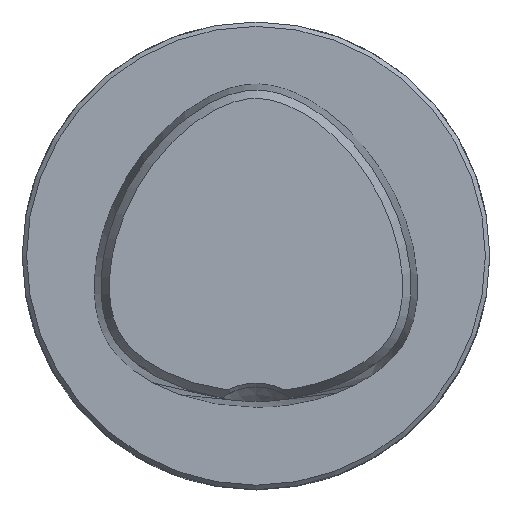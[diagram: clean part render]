
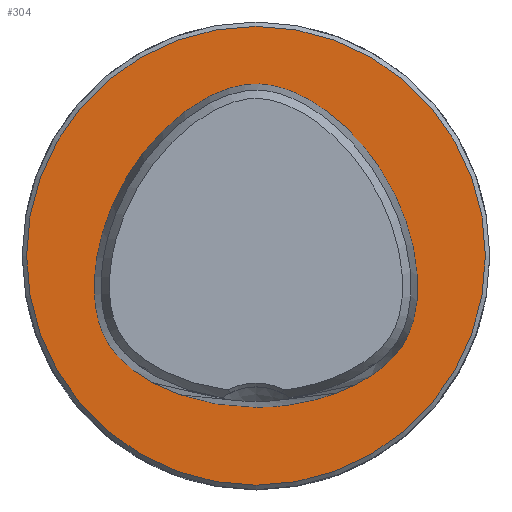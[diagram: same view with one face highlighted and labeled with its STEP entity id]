
A CAD part, top view. The second image highlights one B-rep face of the part: STEP entity #304.
In plain terms, the highlighted planar face has unit normal (0, 0, 1).
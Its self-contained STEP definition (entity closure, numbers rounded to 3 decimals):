
#279=B_SPLINE_CURVE_WITH_KNOTS('',3,(#1802,#1803,#1804,#1805,#1806,#1807,
#1808,#1809,#1810,#1811,#1812,#1813,#1814,#1815,#1816,#1817,#1818,#1819,
#1820,#1821,#1822,#1823,#1824,#1825,#1826,#1827,#1828,#1829,#1830,#1831,
#1832,#1833,#1834,#1835,#1836,#1837,#1838,#1839,#1840,#1841,#1842,#1843,
#1844,#1845,#1846,#1847,#1848,#1849,#1850,#1851,#1852,#1853,#1854,#1855,
#1856,#1857,#1858),.UNSPECIFIED.,.T.,.F.,(1,1,2,1,1,1,1,1,1,1,1,1,1,1,1,
1,1,1,1,1,1,1,1,1,1,1,1,1,1,1,1,1,1,1,1,1,1,1,1,1,1,1,1,1,1,1,1,1,1,1,1,
1,1,1,1,1,2,1,1),(-0.063,-0.031,0.,0.031,0.063,0.078,0.094,0.109,
0.125,0.141,0.156,0.164,0.172,0.188,0.203,0.219,0.234,
0.25,0.281,0.313,0.344,0.375,0.406,0.422,0.438,0.453,0.469,
0.484,0.492,0.5,0.508,0.516,0.531,0.547,0.563,0.578,
0.594,0.625,0.656,0.688,0.719,0.75,0.766,0.781,0.797,0.813,
0.828,0.836,0.844,0.859,0.875,0.891,0.906,0.922,0.938,
0.969,1.,1.031,1.063),.UNSPECIFIED.);
#304=ADVANCED_FACE('CU_E_LO_SU_1',(#423,#424),#371,.F.);
#371=PLANE('',#1152);
#423=FACE_BOUND('',#479,.T.);
#424=FACE_BOUND('',#480,.T.);
#479=EDGE_LOOP('',(#616));
#480=EDGE_LOOP('',(#617));
#616=ORIENTED_EDGE('',*,*,#949,.T.);
#617=ORIENTED_EDGE('',*,*,#987,.T.);
#849=VERTEX_POINT('',#1859);
#886=VERTEX_POINT('',#2310);
#949=EDGE_CURVE('',#849,#849,#279,.T.);
#987=EDGE_CURVE('',#886,#886,#1082,.T.);
#1082=CIRCLE('',#1151,15.7);
#1151=AXIS2_PLACEMENT_3D('',#2309,#1286,#1287);
#1152=AXIS2_PLACEMENT_3D('',#2311,#1288,#1289);
#1286=DIRECTION('',(0.,0.,1.));
#1287=DIRECTION('',(1.,0.,0.));
#1288=DIRECTION('',(0.,0.,-1.));
#1289=DIRECTION('',(-1.,0.,0.));
#1802=CARTESIAN_POINT('',(0.722,-10.363,0.));
#1803=CARTESIAN_POINT('',(-0.722,-10.363,0.));
#1804=CARTESIAN_POINT('',(-2.168,-10.269,0.));
#1805=CARTESIAN_POINT('',(-3.945,-9.913,0.));
#1806=CARTESIAN_POINT('',(-5.324,-9.477,0.));
#1807=CARTESIAN_POINT('',(-6.331,-9.071,0.));
#1808=CARTESIAN_POINT('',(-7.3,-8.579,0.));
#1809=CARTESIAN_POINT('',(-8.219,-7.996,0.));
#1810=CARTESIAN_POINT('',(-9.066,-7.31,0.));
#1811=CARTESIAN_POINT('',(-9.686,-6.641,0.));
#1812=CARTESIAN_POINT('',(-10.101,-6.042,0.));
#1813=CARTESIAN_POINT('',(-10.455,-5.405,0.));
#1814=CARTESIAN_POINT('',(-10.775,-4.55,0.));
#1815=CARTESIAN_POINT('',(-10.992,-3.481,0.));
#1816=CARTESIAN_POINT('',(-11.077,-2.395,0.));
#1817=CARTESIAN_POINT('',(-11.051,-1.308,0.));
#1818=CARTESIAN_POINT('',(-10.889,0.13,0.));
#1819=CARTESIAN_POINT('',(-10.473,1.895,0.));
#1820=CARTESIAN_POINT('',(-9.685,3.92,0.));
#1821=CARTESIAN_POINT('',(-8.639,5.824,0.));
#1822=CARTESIAN_POINT('',(-7.356,7.578,0.));
#1823=CARTESIAN_POINT('',(-6.097,8.882,0.));
#1824=CARTESIAN_POINT('',(-4.981,9.803,0.));
#1825=CARTESIAN_POINT('',(-4.089,10.423,0.));
#1826=CARTESIAN_POINT('',(-3.143,10.959,0.));
#1827=CARTESIAN_POINT('',(-2.143,11.391,0.));
#1828=CARTESIAN_POINT('',(-1.266,11.638,0.));
#1829=CARTESIAN_POINT('',(-0.546,11.744,0.));
#1830=CARTESIAN_POINT('',(0.,11.772,0.));
#1831=CARTESIAN_POINT('',(0.546,11.744,0.));
#1832=CARTESIAN_POINT('',(1.266,11.638,0.));
#1833=CARTESIAN_POINT('',(2.143,11.391,0.));
#1834=CARTESIAN_POINT('',(3.143,10.959,0.));
#1835=CARTESIAN_POINT('',(4.089,10.423,0.));
#1836=CARTESIAN_POINT('',(4.981,9.803,0.));
#1837=CARTESIAN_POINT('',(6.097,8.882,0.));
#1838=CARTESIAN_POINT('',(7.356,7.578,0.));
#1839=CARTESIAN_POINT('',(8.639,5.824,0.));
#1840=CARTESIAN_POINT('',(9.685,3.92,0.));
#1841=CARTESIAN_POINT('',(10.473,1.895,0.));
#1842=CARTESIAN_POINT('',(10.889,0.13,0.));
#1843=CARTESIAN_POINT('',(11.051,-1.308,0.));
#1844=CARTESIAN_POINT('',(11.077,-2.395,0.));
#1845=CARTESIAN_POINT('',(10.992,-3.481,0.));
#1846=CARTESIAN_POINT('',(10.775,-4.55,0.));
#1847=CARTESIAN_POINT('',(10.455,-5.405,0.));
#1848=CARTESIAN_POINT('',(10.101,-6.042,0.));
#1849=CARTESIAN_POINT('',(9.686,-6.641,0.));
#1850=CARTESIAN_POINT('',(9.066,-7.31,0.));
#1851=CARTESIAN_POINT('',(8.219,-7.996,0.));
#1852=CARTESIAN_POINT('',(7.3,-8.579,0.));
#1853=CARTESIAN_POINT('',(6.331,-9.071,0.));
#1854=CARTESIAN_POINT('',(5.324,-9.477,0.));
#1855=CARTESIAN_POINT('',(3.945,-9.913,0.));
#1856=CARTESIAN_POINT('',(2.168,-10.269,0.));
#1857=CARTESIAN_POINT('',(0.722,-10.363,0.));
#1858=CARTESIAN_POINT('',(-0.722,-10.363,0.));
#1859=CARTESIAN_POINT('',(0.,-10.363,0.));
#2309=CARTESIAN_POINT('',(0.,0.,0.));
#2310=CARTESIAN_POINT('',(15.7,0.,0.));
#2311=CARTESIAN_POINT('',(0.,0.696,0.));
